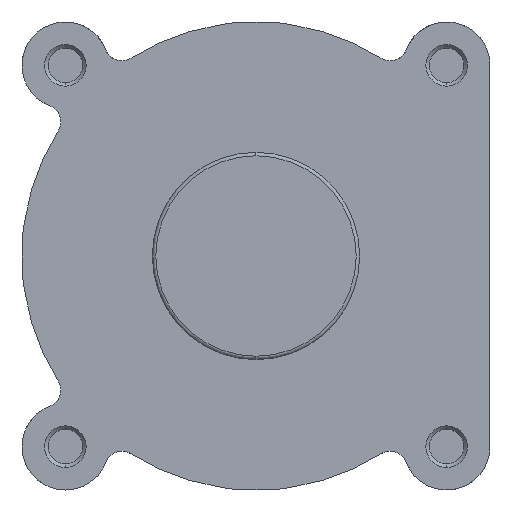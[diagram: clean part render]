
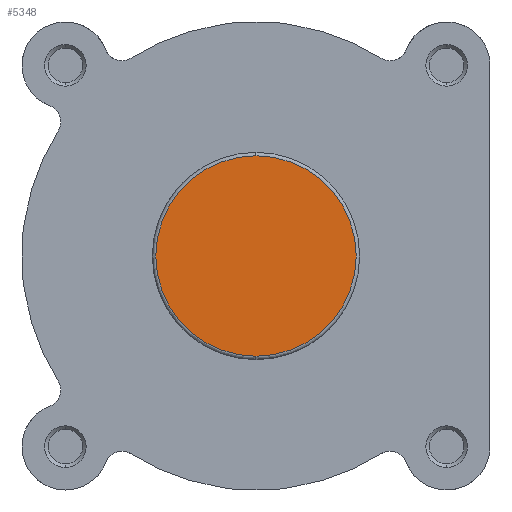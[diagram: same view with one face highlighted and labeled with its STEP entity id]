
A CAD part, left-side view. The second image highlights one B-rep face of the part: STEP entity #5348.
In plain terms, the highlighted planar face has unit normal (-1, 0, 0).
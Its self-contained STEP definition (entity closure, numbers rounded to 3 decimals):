
#1151 = FACE_OUTER_BOUND ( 'NONE', #1311, .T. ) ;
#1311 = EDGE_LOOP ( 'NONE', ( #2796, #2798 ) ) ;
#1727 = VERTEX_POINT ( 'NONE', #2114 ) ;
#1728 = VERTEX_POINT ( 'NONE', #2115 ) ;
#2114 = CARTESIAN_POINT ( 'NONE',  ( 0., 0., 28.9 ) ) ;
#2115 = CARTESIAN_POINT ( 'NONE',  ( 0., 0., -28.9 ) ) ;
#2796 = ORIENTED_EDGE ( 'NONE', *, *, #6806, .T. ) ;
#2798 = ORIENTED_EDGE ( 'NONE', *, *, #6550, .T. ) ;
#3178 = CARTESIAN_POINT ( 'NONE',  ( 0., 0., 0. ) ) ;
#3185 = DIRECTION ( 'NONE',  ( -1., 0., 0. ) ) ;
#3186 = DIRECTION ( 'NONE',  ( 0., 0., -1. ) ) ;
#4224 = PLANE ( 'NONE',  #7305 ) ;
#4227 = CARTESIAN_POINT ( 'NONE',  ( 0., 29.9, 0. ) ) ;
#4233 = DIRECTION ( 'NONE',  ( 1., 0., 0. ) ) ;
#4234 = DIRECTION ( 'NONE',  ( 0., 0., -1. ) ) ;
#4487 = CARTESIAN_POINT ( 'NONE',  ( 0., 0., 0. ) ) ;
#4488 = DIRECTION ( 'NONE',  ( -1., 0., 0. ) ) ;
#4489 = DIRECTION ( 'NONE',  ( 0., 0., -1. ) ) ;
#5348 = ADVANCED_FACE ( 'NONE', ( #1151 ), #4224, .F. ) ;
#5535 = CIRCLE ( 'NONE', #7365, 28.9 ) ;
#5889 = CIRCLE ( 'NONE', #6337, 28.9 ) ;
#6337 = AXIS2_PLACEMENT_3D ( 'NONE', #3178, #3185, #3186 ) ;
#6550 = EDGE_CURVE ( 'NONE', #1727, #1728, #5535, .T. ) ;
#6806 = EDGE_CURVE ( 'NONE', #1728, #1727, #5889, .T. ) ;
#7305 = AXIS2_PLACEMENT_3D ( 'NONE', #4227, #4233, #4234 ) ;
#7365 = AXIS2_PLACEMENT_3D ( 'NONE', #4487, #4488, #4489 ) ;
